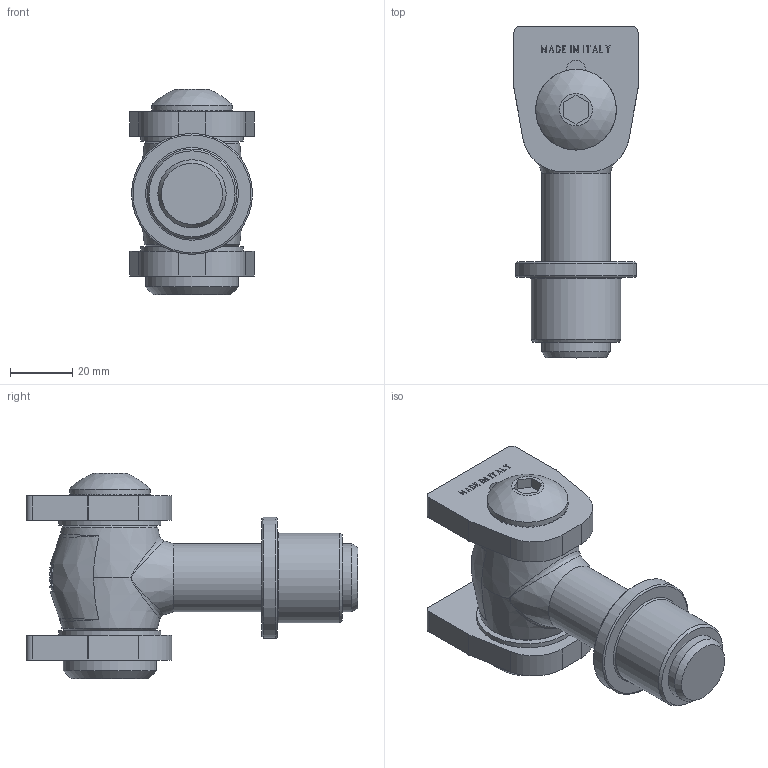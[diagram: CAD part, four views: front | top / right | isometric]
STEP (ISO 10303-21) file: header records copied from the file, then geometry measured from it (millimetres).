
FILE_DESCRIPTION(/* description */ ('135-M22 ZINCATO - CARDINE'),/* implementation_level */ '2;1');
FILE_NAME(/* name */ '10808010 001.stp',/* time_stamp */ '2023-01-30T07:56:08+01:00',/* author */ ('gcocco'),/* organization */ (''),/* preprocessor_version */ 'ST-DEVELOPER v17.2',/* originating_system */ 'Autodesk Inventor 2019',/* authorisation */ '');
FILE_SCHEMA (('AUTOMOTIVE_DESIGN { 1 0 10303 214 3 1 1 }'));
Length unit declared in the file: millimetre
Products named in the file (7): 10808010  001 ; 28305304  001; 21501003; 22501204; 23100563; 26401102; 23000515
Assembly tree (8 placements, depth 2):
  10808010  001 
    28305304  001
    21501003
    22501204
    23100563
    26401102  x2
    23000515  x2
Bounding box: 40 x 107 x 66.18 mm (x, y, z)
Volume: 101681.1 mm3; surface area: 37402.6 mm2
Topology: 8 solids, 9 shells, 559 faces, 1512 edges, 1005 vertices
Faces by surface type: plane 490, cylinder 36, bspline 18, cone 11, torus 3, sphere 1
Full cylindrical faces by diameter (mm): 8.376 x1, 10 x1, 12 x1, 18.752 x1, 19.5 x1, 19.85 x1, 20.5 x2, 22 x1, 26 x1, 28.9 x1, 30 x1, 33 x2, 39 x1
Entity records: 14749 total; most frequent: CARTESIAN_POINT 3931, ORIENTED_EDGE 2265, DIRECTION 2047, EDGE_CURVE 1135, LINE 877, VECTOR 877, VERTEX_POINT 757, AXIS2_PLACEMENT_3D 585
